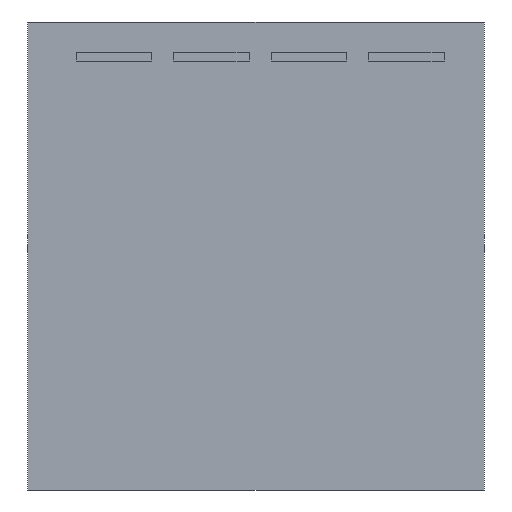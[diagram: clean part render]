
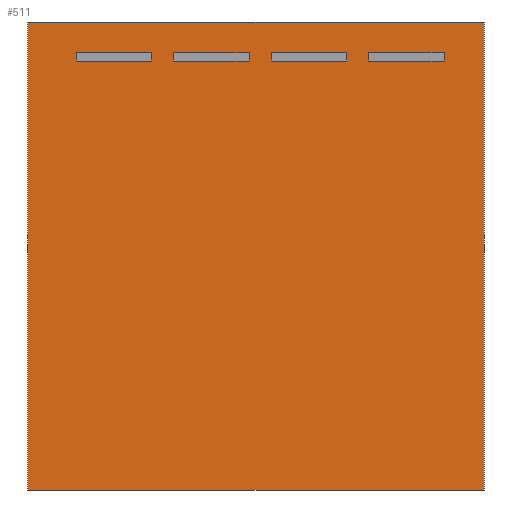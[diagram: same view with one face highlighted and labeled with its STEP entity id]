
A CAD part, front view. The second image highlights one B-rep face of the part: STEP entity #511.
In plain terms, the highlighted planar face has unit normal (0, -1, 0).
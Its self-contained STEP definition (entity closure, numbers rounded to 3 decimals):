
#136=FACE_BOUND('',#1516,.T.);
#137=FACE_BOUND('',#1517,.T.);
#138=FACE_BOUND('',#1518,.T.);
#139=FACE_BOUND('',#1519,.T.);
#140=FACE_BOUND('',#1520,.T.);
#511=ADVANCED_FACE('',(#136,#137,#138,#139,#140),#830,.T.);
#830=PLANE('',#6860);
#1516=EDGE_LOOP('',(#2612,#2613,#2614,#2615));
#1517=EDGE_LOOP('',(#2616,#2617,#2618,#2619));
#1518=EDGE_LOOP('',(#2620,#2621,#2622,#2623));
#1519=EDGE_LOOP('',(#2624,#2625,#2626,#2627));
#1520=EDGE_LOOP('',(#2628,#2629,#2630,#2631));
#2612=ORIENTED_EDGE('',*,*,#4669,.T.);
#2613=ORIENTED_EDGE('',*,*,#4670,.F.);
#2614=ORIENTED_EDGE('',*,*,#4671,.T.);
#2615=ORIENTED_EDGE('',*,*,#4452,.T.);
#2616=ORIENTED_EDGE('',*,*,#4469,.F.);
#2617=ORIENTED_EDGE('',*,*,#4467,.T.);
#2618=ORIENTED_EDGE('',*,*,#4465,.F.);
#2619=ORIENTED_EDGE('',*,*,#4463,.T.);
#2620=ORIENTED_EDGE('',*,*,#4461,.T.);
#2621=ORIENTED_EDGE('',*,*,#4459,.F.);
#2622=ORIENTED_EDGE('',*,*,#4457,.T.);
#2623=ORIENTED_EDGE('',*,*,#4455,.T.);
#2624=ORIENTED_EDGE('',*,*,#4672,.T.);
#2625=ORIENTED_EDGE('',*,*,#4673,.T.);
#2626=ORIENTED_EDGE('',*,*,#4667,.T.);
#2627=ORIENTED_EDGE('',*,*,#4534,.F.);
#2628=ORIENTED_EDGE('',*,*,#4674,.T.);
#2629=ORIENTED_EDGE('',*,*,#4675,.T.);
#2630=ORIENTED_EDGE('',*,*,#4676,.F.);
#2631=ORIENTED_EDGE('',*,*,#4677,.F.);
#3764=VERTEX_POINT('',#9498);
#3765=VERTEX_POINT('',#9500);
#3766=VERTEX_POINT('',#9504);
#3767=VERTEX_POINT('',#9506);
#3768=VERTEX_POINT('',#9510);
#3769=VERTEX_POINT('',#9514);
#3770=VERTEX_POINT('',#9520);
#3771=VERTEX_POINT('',#9522);
#3772=VERTEX_POINT('',#9526);
#3773=VERTEX_POINT('',#9530);
#3815=VERTEX_POINT('',#9660);
#3817=VERTEX_POINT('',#9664);
#3904=VERTEX_POINT('',#9928);
#3905=VERTEX_POINT('',#9932);
#3906=VERTEX_POINT('',#9934);
#3907=VERTEX_POINT('',#9937);
#3908=VERTEX_POINT('',#9940);
#3909=VERTEX_POINT('',#9941);
#3910=VERTEX_POINT('',#9943);
#3911=VERTEX_POINT('',#9945);
#4452=EDGE_CURVE('',#3765,#3764,#5302,.T.);
#4455=EDGE_CURVE('',#3767,#3766,#5305,.T.);
#4457=EDGE_CURVE('',#3768,#3767,#5307,.T.);
#4459=EDGE_CURVE('',#3768,#3769,#5309,.T.);
#4461=EDGE_CURVE('',#3766,#3769,#5311,.T.);
#4463=EDGE_CURVE('',#3771,#3770,#5313,.T.);
#4465=EDGE_CURVE('',#3771,#3772,#5315,.T.);
#4467=EDGE_CURVE('',#3773,#3772,#5317,.T.);
#4469=EDGE_CURVE('',#3773,#3770,#5319,.T.);
#4534=EDGE_CURVE('',#3817,#3815,#5381,.T.);
#4667=EDGE_CURVE('',#3904,#3815,#5493,.T.);
#4669=EDGE_CURVE('',#3764,#3905,#5495,.T.);
#4670=EDGE_CURVE('',#3906,#3905,#5496,.T.);
#4671=EDGE_CURVE('',#3906,#3765,#5497,.T.);
#4672=EDGE_CURVE('',#3817,#3907,#5498,.T.);
#4673=EDGE_CURVE('',#3907,#3904,#5499,.T.);
#4674=EDGE_CURVE('',#3908,#3909,#5500,.T.);
#4675=EDGE_CURVE('',#3909,#3910,#5501,.T.);
#4676=EDGE_CURVE('',#3911,#3910,#5502,.T.);
#4677=EDGE_CURVE('',#3908,#3911,#5503,.T.);
#5302=LINE('',#9499,#6087);
#5305=LINE('',#9505,#6090);
#5307=LINE('',#9509,#6092);
#5309=LINE('',#9513,#6094);
#5311=LINE('',#9517,#6096);
#5313=LINE('',#9521,#6098);
#5315=LINE('',#9525,#6100);
#5317=LINE('',#9529,#6102);
#5319=LINE('',#9533,#6104);
#5381=LINE('',#9665,#6166);
#5493=LINE('',#9927,#6278);
#5495=LINE('',#9931,#6280);
#5496=LINE('',#9933,#6281);
#5497=LINE('',#9935,#6282);
#5498=LINE('',#9936,#6283);
#5499=LINE('',#9938,#6284);
#5500=LINE('',#9939,#6285);
#5501=LINE('',#9942,#6286);
#5502=LINE('',#9944,#6287);
#5503=LINE('',#9946,#6288);
#6087=VECTOR('',#7685,1.);
#6090=VECTOR('',#7690,1.);
#6092=VECTOR('',#7694,1.);
#6094=VECTOR('',#7698,1.);
#6096=VECTOR('',#7702,1.);
#6098=VECTOR('',#7706,1.);
#6100=VECTOR('',#7710,1.);
#6102=VECTOR('',#7714,1.);
#6104=VECTOR('',#7718,1.);
#6166=VECTOR('',#7832,1.);
#6278=VECTOR('',#8072,1.);
#6280=VECTOR('',#8076,1.);
#6281=VECTOR('',#8077,1.);
#6282=VECTOR('',#8078,1.);
#6283=VECTOR('',#8079,1.);
#6284=VECTOR('',#8080,1.);
#6285=VECTOR('',#8081,1.);
#6286=VECTOR('',#8082,1.);
#6287=VECTOR('',#8083,1.);
#6288=VECTOR('',#8084,1.);
#6860=AXIS2_PLACEMENT_3D('',#9947,#8085,#8086);
#7685=DIRECTION('',(0.,0.,-1.));
#7690=DIRECTION('',(0.,0.,-1.));
#7694=DIRECTION('',(1.,0.,0.));
#7698=DIRECTION('',(0.,0.,-1.));
#7702=DIRECTION('',(-1.,0.,0.));
#7706=DIRECTION('',(1.,0.,0.));
#7710=DIRECTION('',(0.,0.,-1.));
#7714=DIRECTION('',(-1.,0.,0.));
#7718=DIRECTION('',(0.,0.,1.));
#7832=DIRECTION('',(0.,0.,-1.));
#8072=DIRECTION('',(1.,0.,0.));
#8076=DIRECTION('',(-1.,0.,0.));
#8077=DIRECTION('',(0.,0.,-1.));
#8078=DIRECTION('',(1.,0.,0.));
#8079=DIRECTION('',(-1.,0.,0.));
#8080=DIRECTION('',(0.,0.,-1.));
#8081=DIRECTION('',(0.,0.,-1.));
#8082=DIRECTION('',(-1.,0.,0.));
#8083=DIRECTION('',(0.,0.,-1.));
#8084=DIRECTION('',(-1.,0.,0.));
#8085=DIRECTION('',(0.,-1.,0.));
#8086=DIRECTION('',(0.,0.,-1.));
#9498=CARTESIAN_POINT('',(-8.45,-8.5,-1.4));
#9499=CARTESIAN_POINT('',(-8.45,-8.5,-1.1));
#9500=CARTESIAN_POINT('',(-8.45,-8.5,-1.1));
#9504=CARTESIAN_POINT('',(-4.95,-8.5,-1.4));
#9505=CARTESIAN_POINT('',(-4.95,-8.5,-1.1));
#9506=CARTESIAN_POINT('',(-4.95,-8.5,-1.1));
#9509=CARTESIAN_POINT('',(-7.65,-8.5,-1.1));
#9510=CARTESIAN_POINT('',(-7.65,-8.5,-1.1));
#9513=CARTESIAN_POINT('',(-7.65,-8.5,-1.1));
#9514=CARTESIAN_POINT('',(-7.65,-8.5,-1.4));
#9517=CARTESIAN_POINT('',(0.,-8.5,-1.4));
#9520=CARTESIAN_POINT('',(-1.45,-8.5,-1.1));
#9521=CARTESIAN_POINT('',(-4.15,-8.5,-1.1));
#9522=CARTESIAN_POINT('',(-4.15,-8.5,-1.1));
#9525=CARTESIAN_POINT('',(-4.15,-8.5,-1.1));
#9526=CARTESIAN_POINT('',(-4.15,-8.5,-1.4));
#9529=CARTESIAN_POINT('',(0.,-8.5,-1.4));
#9530=CARTESIAN_POINT('',(-1.45,-8.5,-1.4));
#9533=CARTESIAN_POINT('',(-1.45,-8.5,-16.8));
#9660=CARTESIAN_POINT('',(0.,-8.5,-16.8));
#9664=CARTESIAN_POINT('',(0.,-8.5,0.));
#9665=CARTESIAN_POINT('',(0.,-8.5,0.));
#9927=CARTESIAN_POINT('',(-30.4,-8.5,-16.8));
#9928=CARTESIAN_POINT('',(-16.4,-8.5,-16.8));
#9931=CARTESIAN_POINT('',(0.,-8.5,-1.4));
#9932=CARTESIAN_POINT('',(-11.15,-8.5,-1.4));
#9933=CARTESIAN_POINT('',(-11.15,-8.5,-1.1));
#9934=CARTESIAN_POINT('',(-11.15,-8.5,-1.1));
#9935=CARTESIAN_POINT('',(-11.15,-8.5,-1.1));
#9936=CARTESIAN_POINT('',(0.,-8.5,0.));
#9937=CARTESIAN_POINT('',(-16.4,-8.5,0.));
#9938=CARTESIAN_POINT('',(-16.4,-8.5,0.));
#9939=CARTESIAN_POINT('',(-11.95,-8.5,-1.1));
#9940=CARTESIAN_POINT('',(-11.95,-8.5,-1.1));
#9941=CARTESIAN_POINT('',(-11.95,-8.5,-1.4));
#9942=CARTESIAN_POINT('',(14.,-8.5,-1.4));
#9943=CARTESIAN_POINT('',(-14.65,-8.5,-1.4));
#9944=CARTESIAN_POINT('',(-14.65,-8.5,-1.1));
#9945=CARTESIAN_POINT('',(-14.65,-8.5,-1.1));
#9946=CARTESIAN_POINT('',(-11.95,-8.5,-1.1));
#9947=CARTESIAN_POINT('',(-17.5,-8.5,-10.4));
